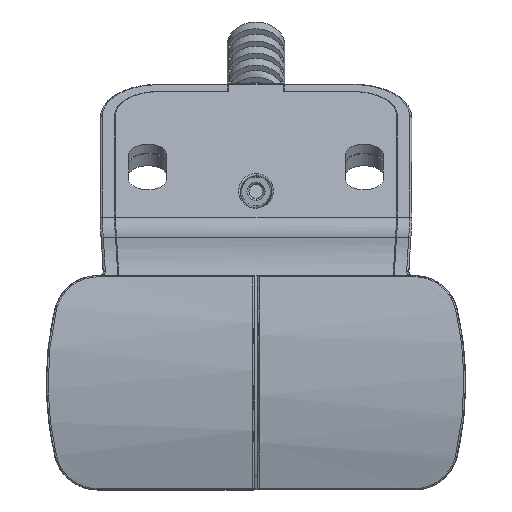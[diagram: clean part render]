
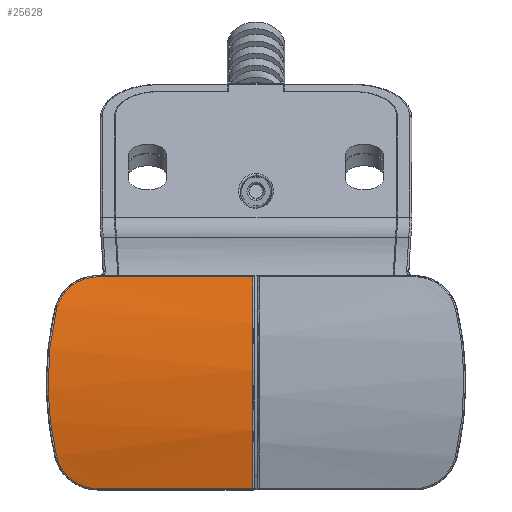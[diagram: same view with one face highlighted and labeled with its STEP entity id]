
A CAD part, front view. The second image highlights one B-rep face of the part: STEP entity #25628.
In plain terms, the highlighted cylindrical face has radius 50 mm (diameter 100 mm), a partial arc.
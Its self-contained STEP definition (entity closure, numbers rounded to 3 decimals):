
#59 = CARTESIAN_POINT ( 'NONE',  ( -26.549, 1.577, 12.46 ) ) ;
#907 = CARTESIAN_POINT ( 'NONE',  ( -24.536, 2.025, -14.087 ) ) ;
#1046 = CARTESIAN_POINT ( 'NONE',  ( -23.291, 2.158, -14.53 ) ) ;
#1468 = CARTESIAN_POINT ( 'NONE',  ( -28.781, 0.022, 1.7 ) ) ;
#1726 = CARTESIAN_POINT ( 'NONE',  ( -28.611, 0.175, 4.269 ) ) ;
#2943 = CARTESIAN_POINT ( 'NONE',  ( 0., 2.201, 14.671 ) ) ;
#3971 = CARTESIAN_POINT ( 'NONE',  ( -24.237, 2.066, -14.223 ) ) ;
#4231 = CARTESIAN_POINT ( 'NONE',  ( -21.979, 2.201, -14.671 ) ) ;
#4645 = CARTESIAN_POINT ( 'NONE',  ( -27.654, 1.038, 10.133 ) ) ;
#4935 = CARTESIAN_POINT ( 'NONE',  ( -28.684, 0.109, 3.416 ) ) ;
#6292 = CARTESIAN_POINT ( 'NONE',  ( -25.105, 1.932, 13.767 ) ) ;
#6389 = VERTEX_POINT ( 'NONE', #18183 ) ;
#6435 = CARTESIAN_POINT ( 'NONE',  ( -25.887, 1.765, 13.169 ) ) ;
#7016 = B_SPLINE_CURVE_WITH_KNOTS ( 'NONE', 3,
 ( #13566, #16446, #29365, #13698, #16840, #7128, #35548, #38705, #22748, #907, #3971, #13436, #1046, #23028, #29095, #4231 ),
 .UNSPECIFIED., .F., .F.,
 ( 4, 2, 2, 2, 2, 2, 2, 4 ),
 ( 0., 0.002, 0.003, 0.004, 0.005, 0.006, 0.007, 0.008 ),
 .UNSPECIFIED. ) ;
#7128 = CARTESIAN_POINT ( 'NONE',  ( -26.122, 1.704, -12.944 ) ) ;
#8483 = ORIENTED_EDGE ( 'NONE', *, *, #13900, .T. ) ;
#9037 = CARTESIAN_POINT ( 'NONE',  ( -24.239, 2.065, 14.223 ) ) ;
#9079 = CARTESIAN_POINT ( 'NONE',  ( -0.515, -0.756, -5.038 ) ) ;
#10377 = CARTESIAN_POINT ( 'NONE',  ( -27.654, 1.038, -10.133 ) ) ;
#10579 = CARTESIAN_POINT ( 'NONE',  ( -28.034, 0.696, 8.482 ) ) ;
#10678 = ORIENTED_EDGE ( 'NONE', *, *, #19680, .T. ) ;
#10922 = DIRECTION ( 'NONE',  ( 1., 0., 0. ) ) ;
#12192 = CARTESIAN_POINT ( 'NONE',  ( -27.654, 1.038, 10.133 ) ) ;
#12247 = CARTESIAN_POINT ( 'NONE',  ( -0.437, 2.201, 14.671 ) ) ;
#12341 = VERTEX_POINT ( 'NONE', #10377 ) ;
#12473 = CARTESIAN_POINT ( 'NONE',  ( -23.293, 2.158, 14.53 ) ) ;
#12789 = DIRECTION ( 'NONE',  ( 1., 0., 0. ) ) ;
#13436 = CARTESIAN_POINT ( 'NONE',  ( -23.612, 2.132, -14.446 ) ) ;
#13566 = CARTESIAN_POINT ( 'NONE',  ( -27.654, 1.038, -10.133 ) ) ;
#13698 = CARTESIAN_POINT ( 'NONE',  ( -26.746, 1.509, -12.196 ) ) ;
#13900 = EDGE_CURVE ( 'NONE', #31580, #38058, #23633, .T. ) ;
#14398 =( BOUNDED_CURVE ( )  B_SPLINE_CURVE ( 3, ( #21805, #9079, #40141, #12247 ),
 .UNSPECIFIED., .F., .F. ) 
 B_SPLINE_CURVE_WITH_KNOTS ( ( 4, 4 ),
 ( 2.844, 3.439 ),
 .UNSPECIFIED. ) 
 CURVE ( )  GEOMETRIC_REPRESENTATION_ITEM ( )  RATIONAL_B_SPLINE_CURVE ( ( 1., 0.971, 0.971, 1. ) ) 
 REPRESENTATION_ITEM ( '' )  );
#14512 = CARTESIAN_POINT ( 'NONE',  ( -0.437, 2.201, 14.671 ) ) ;
#14597 = DIRECTION ( 'NONE',  ( 0., 0., -1. ) ) ;
#15188 = CARTESIAN_POINT ( 'NONE',  ( -27.261, 1.306, 11.368 ) ) ;
#15738 = CARTESIAN_POINT ( 'NONE',  ( -21.979, 2.201, 14.671 ) ) ;
#15966 = VERTEX_POINT ( 'NONE', #30155 ) ;
#16150 = LINE ( 'NONE', #25671, #20064 ) ;
#16229 = ORIENTED_EDGE ( 'NONE', *, *, #37544, .T. ) ;
#16446 = CARTESIAN_POINT ( 'NONE',  ( -27.507, 1.17, -10.772 ) ) ;
#16840 = CARTESIAN_POINT ( 'NONE',  ( -26.55, 1.576, -12.459 ) ) ;
#16995 = CARTESIAN_POINT ( 'NONE',  ( -27.654, 1.038, -10.133 ) ) ;
#17121 = ORIENTED_EDGE ( 'NONE', *, *, #25179, .T. ) ;
#18183 = CARTESIAN_POINT ( 'NONE',  ( -27.654, 1.038, 10.133 ) ) ;
#18736 = CARTESIAN_POINT ( 'NONE',  ( -26.744, 1.51, 12.199 ) ) ;
#19680 = EDGE_CURVE ( 'NONE', #28974, #15966, #16150, .T. ) ;
#20020 = CARTESIAN_POINT ( 'NONE',  ( -28.705, 0.09, -3.446 ) ) ;
#20064 = VECTOR ( 'NONE', #12789, 1000. ) ;
#20370 = ORIENTED_EDGE ( 'NONE', *, *, #28739, .T. ) ;
#20547 = CARTESIAN_POINT ( 'NONE',  ( -28.806, 0., 0.833 ) ) ;
#20662 = CARTESIAN_POINT ( 'NONE',  ( -21.979, 2.201, -14.671 ) ) ;
#21805 = CARTESIAN_POINT ( 'NONE',  ( -0.437, 2.201, -14.671 ) ) ;
#21982 = DIRECTION ( 'NONE',  ( -1., 0., 0. ) ) ;
#22748 = CARTESIAN_POINT ( 'NONE',  ( -25.105, 1.932, -13.767 ) ) ;
#23028 = CARTESIAN_POINT ( 'NONE',  ( -22.643, 2.192, -14.643 ) ) ;
#23161 = EDGE_CURVE ( 'NONE', #15966, #31580, #14398, .T. ) ;
#23577 = CARTESIAN_POINT ( 'NONE',  ( -28.804, 0.001, -1.745 ) ) ;
#23633 = LINE ( 'NONE', #2943, #34019 ) ;
#23723 = CARTESIAN_POINT ( 'NONE',  ( -28.322, 0.437, 6.81 ) ) ;
#24656 = CYLINDRICAL_SURFACE ( 'NONE', #27321, 50. ) ;
#25085 = CARTESIAN_POINT ( 'NONE',  ( -25.377, 1.88, 13.582 ) ) ;
#25179 = EDGE_CURVE ( 'NONE', #38058, #6389, #39887, .T. ) ;
#25214 = CARTESIAN_POINT ( 'NONE',  ( -21.979, 2.201, 14.671 ) ) ;
#25628 = ADVANCED_FACE ( 'NONE', ( #38439 ), #24656, .T. ) ;
#25671 = CARTESIAN_POINT ( 'NONE',  ( 0., 2.201, -14.671 ) ) ;
#26612 = CARTESIAN_POINT ( 'NONE',  ( -28.034, 0.696, -8.483 ) ) ;
#27321 = AXIS2_PLACEMENT_3D ( 'NONE', #36301, #10922, #14597 ) ;
#28387 = CARTESIAN_POINT ( 'NONE',  ( -27.507, 1.17, 10.772 ) ) ;
#28739 = EDGE_CURVE ( 'NONE', #12341, #28974, #7016, .T. ) ;
#28974 = VERTEX_POINT ( 'NONE', #20662 ) ;
#29095 = CARTESIAN_POINT ( 'NONE',  ( -22.313, 2.201, -14.671 ) ) ;
#29365 = CARTESIAN_POINT ( 'NONE',  ( -27.262, 1.306, -11.367 ) ) ;
#30155 = CARTESIAN_POINT ( 'NONE',  ( -0.437, 2.201, -14.671 ) ) ;
#30806 = EDGE_LOOP ( 'NONE', ( #20370, #10678, #39671, #8483, #17121, #16229 ) ) ;
#31580 = VERTEX_POINT ( 'NONE', #14512 ) ;
#34019 = VECTOR ( 'NONE', #21982, 1000. ) ;
#34274 = B_SPLINE_CURVE_WITH_KNOTS ( 'NONE', 3,
 ( #4645, #10579, #23723, #1726, #4935, #1468, #20547, #23577, #20020, #35833, #26612, #16995 ),
 .UNSPECIFIED., .F., .F.,
 ( 4, 2, 2, 2, 2, 4 ),
 ( 0., 0.005, 0.008, 0.01, 0.015, 0.021 ),
 .UNSPECIFIED. ) ;
#35548 = CARTESIAN_POINT ( 'NONE',  ( -25.888, 1.765, -13.169 ) ) ;
#35833 = CARTESIAN_POINT ( 'NONE',  ( -28.321, 0.438, -6.815 ) ) ;
#36301 = CARTESIAN_POINT ( 'NONE',  ( 0., 50., 0. ) ) ;
#37175 = CARTESIAN_POINT ( 'NONE',  ( -22.313, 2.201, 14.671 ) ) ;
#37454 = CARTESIAN_POINT ( 'NONE',  ( -22.643, 2.192, 14.642 ) ) ;
#37544 = EDGE_CURVE ( 'NONE', #6389, #12341, #34274, .T. ) ;
#37583 = CARTESIAN_POINT ( 'NONE',  ( -23.616, 2.132, 14.445 ) ) ;
#38058 = VERTEX_POINT ( 'NONE', #15738 ) ;
#38439 = FACE_OUTER_BOUND ( 'NONE', #30806, .T. ) ;
#38705 = CARTESIAN_POINT ( 'NONE',  ( -25.378, 1.88, -13.582 ) ) ;
#39671 = ORIENTED_EDGE ( 'NONE', *, *, #23161, .T. ) ;
#39887 = B_SPLINE_CURVE_WITH_KNOTS ( 'NONE', 3,
 ( #25214, #37175, #37454, #12473, #37583, #9037, #40511, #6292, #25085, #6435, #40789, #59, #18736, #15188, #28387, #12192 ),
 .UNSPECIFIED., .F., .F.,
 ( 4, 2, 2, 2, 2, 2, 2, 4 ),
 ( 0., 0.001, 0.002, 0.003, 0.004, 0.005, 0.006, 0.008 ),
 .UNSPECIFIED. ) ;
#40141 = CARTESIAN_POINT ( 'NONE',  ( -0.515, -0.756, 5.038 ) ) ;
#40511 = CARTESIAN_POINT ( 'NONE',  ( -24.536, 2.025, 14.087 ) ) ;
#40789 = CARTESIAN_POINT ( 'NONE',  ( -26.121, 1.704, 12.945 ) ) ;
